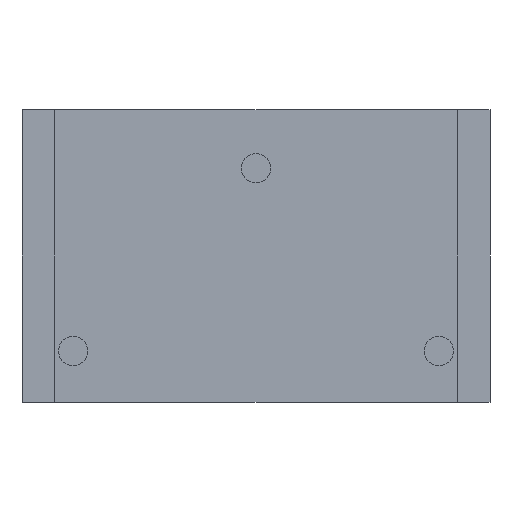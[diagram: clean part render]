
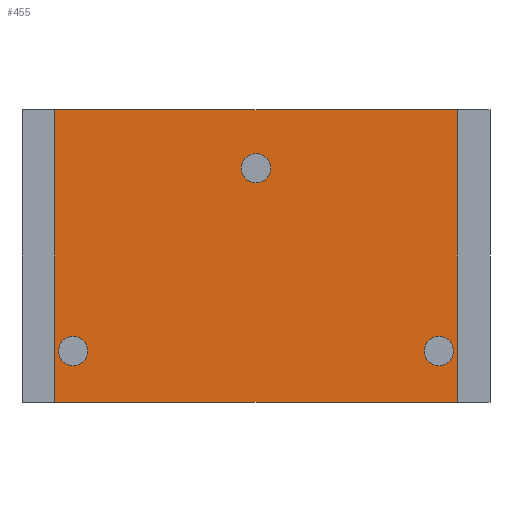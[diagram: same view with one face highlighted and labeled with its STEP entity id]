
A CAD part, front view. The second image highlights one B-rep face of the part: STEP entity #455.
In plain terms, the highlighted planar face has unit normal (0, -1, 0).
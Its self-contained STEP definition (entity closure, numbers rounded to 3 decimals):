
#20 = CARTESIAN_POINT ( 'NONE',  ( 2.75, 0.2, 2. ) ) ;
#42 = DIRECTION ( 'NONE',  ( 0., 0., -1. ) ) ;
#56 = AXIS2_PLACEMENT_3D ( 'NONE', #20, #417, #90 ) ;
#60 = DIRECTION ( 'NONE',  ( 0., 0., -1. ) ) ;
#79 = DIRECTION ( 'NONE',  ( 1., 0., 0. ) ) ;
#90 = DIRECTION ( 'NONE',  ( -1., 0., 0. ) ) ;
#107 = LINE ( 'NONE', #803, #210 ) ;
#154 = PLANE ( 'NONE',  #56 ) ;
#210 = VECTOR ( 'NONE', #60, 1000. ) ;
#236 = ORIENTED_EDGE ( 'NONE', *, *, #594, .F. ) ;
#274 = ORIENTED_EDGE ( 'NONE', *, *, #808, .T. ) ;
#279 = CARTESIAN_POINT ( 'NONE',  ( -2.75, 0.2, -2. ) ) ;
#341 = VERTEX_POINT ( 'NONE', #279 ) ;
#348 = CARTESIAN_POINT ( 'NONE',  ( -2.75, 0.2, 2. ) ) ;
#349 = EDGE_CURVE ( 'NONE', #466, #513, #372, .T. ) ;
#352 = VECTOR ( 'NONE', #698, 1000. ) ;
#362 = EDGE_LOOP ( 'NONE', ( #713, #236, #442, #274 ) ) ;
#372 = LINE ( 'NONE', #492, #653 ) ;
#405 = VERTEX_POINT ( 'NONE', #493 ) ;
#417 = DIRECTION ( 'NONE',  ( 0., 1., 0. ) ) ;
#420 = CARTESIAN_POINT ( 'NONE',  ( 2.75, 0.2, -2. ) ) ;
#442 = ORIENTED_EDGE ( 'NONE', *, *, #349, .F. ) ;
#455 = ADVANCED_FACE ( 'NONE', ( #611 ), #154, .F. ) ;
#466 = VERTEX_POINT ( 'NONE', #348 ) ;
#468 = EDGE_CURVE ( 'NONE', #341, #405, #491, .T. ) ;
#491 = LINE ( 'NONE', #420, #352 ) ;
#492 = CARTESIAN_POINT ( 'NONE',  ( 2.75, 0.2, 2. ) ) ;
#493 = CARTESIAN_POINT ( 'NONE',  ( 2.75, 0.2, -2. ) ) ;
#513 = VERTEX_POINT ( 'NONE', #630 ) ;
#530 = VECTOR ( 'NONE', #42, 1000. ) ;
#592 = LINE ( 'NONE', #708, #530 ) ;
#594 = EDGE_CURVE ( 'NONE', #513, #405, #592, .T. ) ;
#611 = FACE_OUTER_BOUND ( 'NONE', #362, .T. ) ;
#630 = CARTESIAN_POINT ( 'NONE',  ( 2.75, 0.2, 2. ) ) ;
#653 = VECTOR ( 'NONE', #79, 1000. ) ;
#698 = DIRECTION ( 'NONE',  ( 1., 0., 0. ) ) ;
#708 = CARTESIAN_POINT ( 'NONE',  ( 2.75, 0.2, 2. ) ) ;
#713 = ORIENTED_EDGE ( 'NONE', *, *, #468, .T. ) ;
#803 = CARTESIAN_POINT ( 'NONE',  ( -2.75, 0.2, 2. ) ) ;
#808 = EDGE_CURVE ( 'NONE', #466, #341, #107, .T. ) ;
